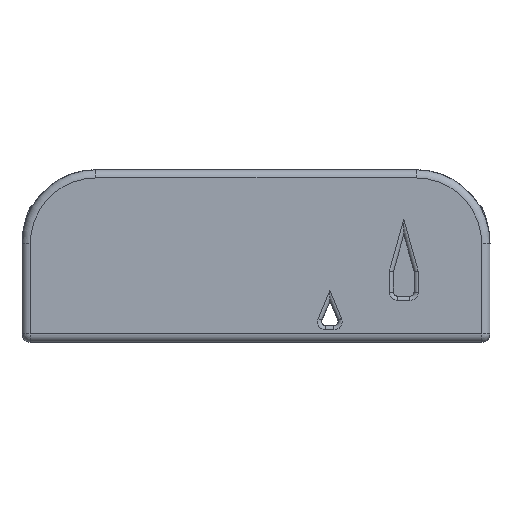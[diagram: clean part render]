
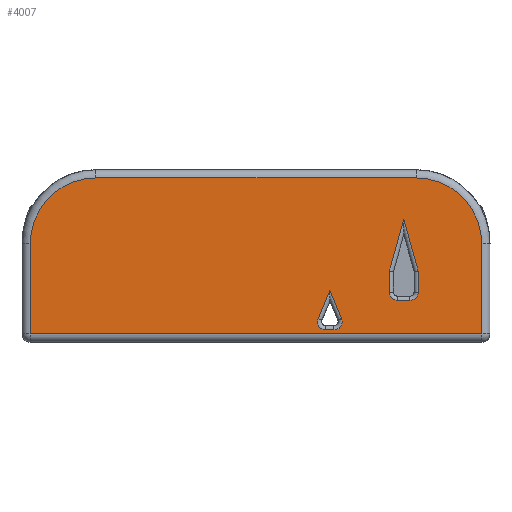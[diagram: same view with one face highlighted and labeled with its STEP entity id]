
A CAD part, left-side view. The second image highlights one B-rep face of the part: STEP entity #4007.
In plain terms, the highlighted planar face has unit normal (-1, 0, 0).
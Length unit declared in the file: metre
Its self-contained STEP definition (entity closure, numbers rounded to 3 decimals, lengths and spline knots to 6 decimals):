
#183=CIRCLE('',#4258,0.001);
#184=CIRCLE('',#4259,0.001);
#185=CIRCLE('',#4260,0.008);
#186=CIRCLE('',#4261,0.008);
#187=CIRCLE('',#4262,0.001);
#188=CIRCLE('',#4263,0.001);
#457=ORIENTED_EDGE('',*,*,#1700,.F.);
#458=ORIENTED_EDGE('',*,*,#1701,.T.);
#459=ORIENTED_EDGE('',*,*,#1702,.F.);
#460=ORIENTED_EDGE('',*,*,#1703,.T.);
#461=ORIENTED_EDGE('',*,*,#1704,.T.);
#462=ORIENTED_EDGE('',*,*,#1705,.T.);
#463=ORIENTED_EDGE('',*,*,#1706,.T.);
#464=ORIENTED_EDGE('',*,*,#1707,.T.);
#465=ORIENTED_EDGE('',*,*,#1708,.T.);
#466=ORIENTED_EDGE('',*,*,#1709,.T.);
#467=ORIENTED_EDGE('',*,*,#1710,.T.);
#468=ORIENTED_EDGE('',*,*,#1711,.F.);
#469=ORIENTED_EDGE('',*,*,#1712,.T.);
#470=ORIENTED_EDGE('',*,*,#1713,.T.);
#471=ORIENTED_EDGE('',*,*,#1714,.T.);
#472=ORIENTED_EDGE('',*,*,#1715,.T.);
#473=ORIENTED_EDGE('',*,*,#1716,.F.);
#474=ORIENTED_EDGE('',*,*,#1717,.T.);
#1700=EDGE_CURVE('',#2319,#2320,#183,.F.);
#1701=EDGE_CURVE('',#2319,#2321,#2704,.T.);
#1702=EDGE_CURVE('',#2322,#2321,#184,.F.);
#1703=EDGE_CURVE('',#2322,#2323,#2705,.T.);
#1704=EDGE_CURVE('',#2323,#2320,#2706,.T.);
#1705=EDGE_CURVE('',#2324,#2325,#2707,.F.);
#1706=EDGE_CURVE('',#2325,#2326,#2708,.T.);
#1707=EDGE_CURVE('',#2326,#2327,#2709,.T.);
#1708=EDGE_CURVE('',#2327,#2328,#185,.F.);
#1709=EDGE_CURVE('',#2328,#2329,#2710,.F.);
#1710=EDGE_CURVE('',#2329,#2324,#186,.F.);
#1711=EDGE_CURVE('',#2330,#2331,#187,.F.);
#1712=EDGE_CURVE('',#2330,#2332,#2711,.F.);
#1713=EDGE_CURVE('',#2332,#2333,#2712,.F.);
#1714=EDGE_CURVE('',#2333,#2334,#2713,.F.);
#1715=EDGE_CURVE('',#2334,#2335,#2714,.F.);
#1716=EDGE_CURVE('',#2336,#2335,#188,.F.);
#1717=EDGE_CURVE('',#2336,#2331,#2715,.F.);
#2319=VERTEX_POINT('',#6137);
#2320=VERTEX_POINT('',#6138);
#2321=VERTEX_POINT('',#6140);
#2322=VERTEX_POINT('',#6142);
#2323=VERTEX_POINT('',#6144);
#2324=VERTEX_POINT('',#6147);
#2325=VERTEX_POINT('',#6148);
#2326=VERTEX_POINT('',#6150);
#2327=VERTEX_POINT('',#6152);
#2328=VERTEX_POINT('',#6154);
#2329=VERTEX_POINT('',#6156);
#2330=VERTEX_POINT('',#6159);
#2331=VERTEX_POINT('',#6160);
#2332=VERTEX_POINT('',#6162);
#2333=VERTEX_POINT('',#6164);
#2334=VERTEX_POINT('',#6166);
#2335=VERTEX_POINT('',#6168);
#2336=VERTEX_POINT('',#6170);
#2704=LINE('',#6139,#3104);
#2705=LINE('',#6143,#3105);
#2706=LINE('',#6145,#3106);
#2707=LINE('',#6146,#3107);
#2708=LINE('',#6149,#3108);
#2709=LINE('',#6151,#3109);
#2710=LINE('',#6155,#3110);
#2711=LINE('',#6161,#3111);
#2712=LINE('',#6163,#3112);
#2713=LINE('',#6165,#3113);
#2714=LINE('',#6167,#3114);
#2715=LINE('',#6171,#3115);
#3104=VECTOR('',#4801,1.);
#3105=VECTOR('',#4804,1.);
#3106=VECTOR('',#4805,1.);
#3107=VECTOR('',#4806,1.);
#3108=VECTOR('',#4807,1.);
#3109=VECTOR('',#4808,1.);
#3110=VECTOR('',#4811,1.);
#3111=VECTOR('',#4816,1.);
#3112=VECTOR('',#4817,1.);
#3113=VECTOR('',#4818,1.);
#3114=VECTOR('',#4819,1.);
#3115=VECTOR('',#4822,1.);
#3422=EDGE_LOOP('',(#457,#458,#459,#460,#461));
#3423=EDGE_LOOP('',(#462,#463,#464,#465,#466,#467));
#3424=EDGE_LOOP('',(#468,#469,#470,#471,#472,#473,#474));
#3658=FACE_BOUND('',#3422,.T.);
#3659=FACE_BOUND('',#3423,.T.);
#3660=FACE_BOUND('',#3424,.T.);
#3894=PLANE('',#4257);
#4007=ADVANCED_FACE('',(#3658,#3659,#3660),#3894,.F.);
#4257=AXIS2_PLACEMENT_3D('',#6135,#4797,#4798);
#4258=AXIS2_PLACEMENT_3D('',#6136,#4799,#4800);
#4259=AXIS2_PLACEMENT_3D('',#6141,#4802,#4803);
#4260=AXIS2_PLACEMENT_3D('',#6153,#4809,#4810);
#4261=AXIS2_PLACEMENT_3D('',#6157,#4812,#4813);
#4262=AXIS2_PLACEMENT_3D('',#6158,#4814,#4815);
#4263=AXIS2_PLACEMENT_3D('',#6169,#4820,#4821);
#4797=DIRECTION('',(1.,0.,0.));
#4798=DIRECTION('',(0.,1.,0.));
#4799=DIRECTION('',(1.,0.,0.));
#4800=DIRECTION('',(0.,0.,-1.));
#4801=DIRECTION('',(0.,1.,0.));
#4802=DIRECTION('',(1.,0.,0.));
#4803=DIRECTION('',(0.,0.,-1.));
#4804=DIRECTION('',(0.,-0.385,0.923));
#4805=DIRECTION('',(0.,-0.385,-0.923));
#4806=DIRECTION('',(0.,0.,1.));
#4807=DIRECTION('',(0.,-1.,0.));
#4808=DIRECTION('',(0.,0.,1.));
#4809=DIRECTION('',(1.,0.,0.));
#4810=DIRECTION('',(0.,0.,-1.));
#4811=DIRECTION('',(0.,-1.,0.));
#4812=DIRECTION('',(1.,0.,0.));
#4813=DIRECTION('',(0.,0.,-1.));
#4814=DIRECTION('',(1.,0.,0.));
#4815=DIRECTION('',(0.,0.,-1.));
#4816=DIRECTION('',(0.,0.,-1.));
#4817=DIRECTION('',(0.,0.268,-0.964));
#4818=DIRECTION('',(0.,0.268,0.964));
#4819=DIRECTION('',(0.,0.,1.));
#4820=DIRECTION('',(1.,0.,0.));
#4821=DIRECTION('',(0.,0.,-1.));
#4822=DIRECTION('',(0.,-1.,0.));
#6135=CARTESIAN_POINT('',(-0.0054,-0.01425,0.0105));
#6136=CARTESIAN_POINT('',(-0.0054,-0.038,0.0025));
#6137=CARTESIAN_POINT('',(-0.0054,-0.038,0.0015));
#6138=CARTESIAN_POINT('',(-0.0054,-0.038923,0.002885));
#6139=CARTESIAN_POINT('',(-0.0054,-0.01425,0.0015));
#6140=CARTESIAN_POINT('',(-0.0054,-0.037,0.0015));
#6141=CARTESIAN_POINT('',(-0.0054,-0.037,0.0025));
#6142=CARTESIAN_POINT('',(-0.0054,-0.036077,0.002885));
#6143=CARTESIAN_POINT('',(-0.0054,-0.035552,0.001624));
#6144=CARTESIAN_POINT('',(-0.0054,-0.0375,0.0063));
#6145=CARTESIAN_POINT('',(-0.0054,-0.03257,0.018133));
#6146=CARTESIAN_POINT('',(-0.0054,-0.001,0.));
#6147=CARTESIAN_POINT('',(-0.0054,-0.001,0.012));
#6148=CARTESIAN_POINT('',(-0.0054,-0.001,0.001));
#6149=CARTESIAN_POINT('',(-0.0054,-0.01425,0.001));
#6150=CARTESIAN_POINT('',(-0.0054,-0.056,0.001));
#6151=CARTESIAN_POINT('',(-0.0054,-0.056,0.012));
#6152=CARTESIAN_POINT('',(-0.0054,-0.056,0.012));
#6153=CARTESIAN_POINT('',(-0.0054,-0.048,0.012));
#6154=CARTESIAN_POINT('',(-0.0054,-0.048,0.02));
#6155=CARTESIAN_POINT('',(-0.0054,-0.009,0.02));
#6156=CARTESIAN_POINT('',(-0.0054,-0.009,0.02));
#6157=CARTESIAN_POINT('',(-0.0054,-0.009,0.012));
#6158=CARTESIAN_POINT('',(-0.0054,-0.04575,0.0061));
#6159=CARTESIAN_POINT('',(-0.0054,-0.04475,0.0061));
#6160=CARTESIAN_POINT('',(-0.0054,-0.04575,0.0051));
#6161=CARTESIAN_POINT('',(-0.0054,-0.04475,0.0105));
#6162=CARTESIAN_POINT('',(-0.0054,-0.04475,0.008668));
#6163=CARTESIAN_POINT('',(-0.0054,-0.043038,0.002503));
#6164=CARTESIAN_POINT('',(-0.0054,-0.0465,0.014968));
#6165=CARTESIAN_POINT('',(-0.0054,-0.045342,0.019137));
#6166=CARTESIAN_POINT('',(-0.0054,-0.04825,0.008668));
#6167=CARTESIAN_POINT('',(-0.0054,-0.04825,0.0105));
#6168=CARTESIAN_POINT('',(-0.0054,-0.04825,0.0061));
#6169=CARTESIAN_POINT('',(-0.0054,-0.04725,0.0061));
#6170=CARTESIAN_POINT('',(-0.0054,-0.04725,0.0051));
#6171=CARTESIAN_POINT('',(-0.0054,-0.04525,0.0051));
